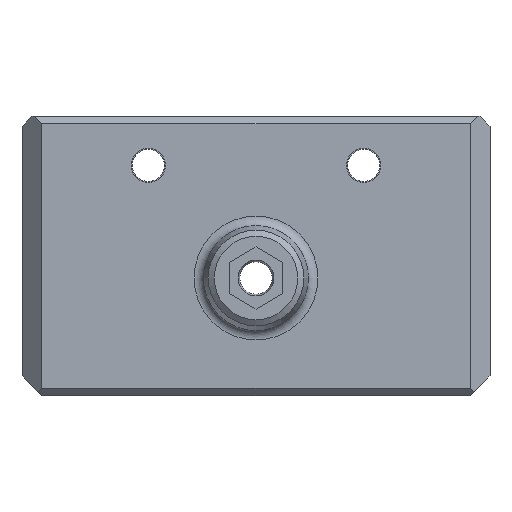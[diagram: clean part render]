
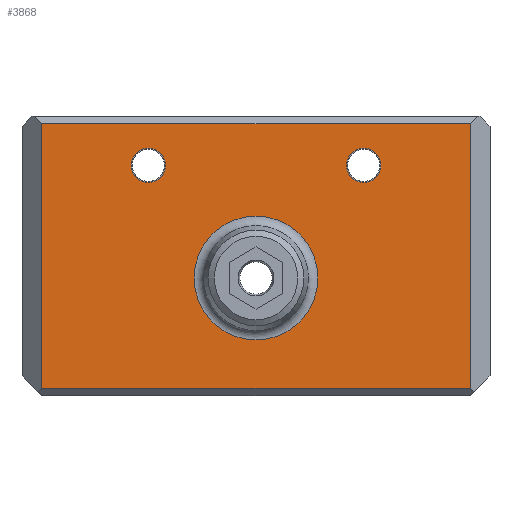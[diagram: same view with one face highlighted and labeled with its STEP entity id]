
A CAD part, front view. The second image highlights one B-rep face of the part: STEP entity #3868.
In plain terms, the highlighted planar face has unit normal (0, -1, 0).
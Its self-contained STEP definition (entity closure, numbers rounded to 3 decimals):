
#158=FACE_BOUND('',#757,.T.);
#159=FACE_BOUND('',#758,.T.);
#160=FACE_BOUND('',#759,.T.);
#523=FACE_OUTER_BOUND('',#756,.T.);
#756=EDGE_LOOP('',(#3527,#3528,#3529,#3530));
#757=EDGE_LOOP('',(#3531));
#758=EDGE_LOOP('',(#3532));
#759=EDGE_LOOP('',(#3533,#3534));
#843=LINE('',#5362,#1199);
#1095=LINE('',#6729,#1451);
#1115=LINE('',#6766,#1471);
#1116=LINE('',#6768,#1472);
#1199=VECTOR('',#4403,10.);
#1451=VECTOR('',#5035,10.);
#1471=VECTOR('',#5071,10.);
#1472=VECTOR('',#5074,10.);
#1578=CIRCLE('',#4150,6.321);
#1579=CIRCLE('',#4151,6.321);
#1580=CIRCLE('',#4153,1.75);
#1581=CIRCLE('',#4155,1.75);
#1674=VERTEX_POINT('',#5359);
#1675=VERTEX_POINT('',#5361);
#1918=VERTEX_POINT('',#6711);
#1919=VERTEX_POINT('',#6713);
#1920=VERTEX_POINT('',#6717);
#1921=VERTEX_POINT('',#6721);
#1923=VERTEX_POINT('',#6726);
#1924=VERTEX_POINT('',#6728);
#2061=EDGE_CURVE('',#1675,#1674,#843,.T.);
#2442=EDGE_CURVE('',#1919,#1918,#1578,.T.);
#2443=EDGE_CURVE('',#1918,#1919,#1579,.T.);
#2445=EDGE_CURVE('',#1920,#1920,#1580,.T.);
#2447=EDGE_CURVE('',#1921,#1921,#1581,.T.);
#2449=EDGE_CURVE('',#1924,#1923,#1095,.T.);
#2469=EDGE_CURVE('',#1923,#1675,#1115,.T.);
#2470=EDGE_CURVE('',#1674,#1924,#1116,.T.);
#3527=ORIENTED_EDGE('',*,*,#2061,.T.);
#3528=ORIENTED_EDGE('',*,*,#2470,.T.);
#3529=ORIENTED_EDGE('',*,*,#2449,.T.);
#3530=ORIENTED_EDGE('',*,*,#2469,.T.);
#3531=ORIENTED_EDGE('',*,*,#2447,.T.);
#3532=ORIENTED_EDGE('',*,*,#2445,.T.);
#3533=ORIENTED_EDGE('',*,*,#2442,.T.);
#3534=ORIENTED_EDGE('',*,*,#2443,.T.);
#3669=PLANE('',#4165);
#3868=ADVANCED_FACE('',(#523,#158,#159,#160),#3669,.F.);
#4150=AXIS2_PLACEMENT_3D('',#6714,#5018,#5019);
#4151=AXIS2_PLACEMENT_3D('',#6715,#5020,#5021);
#4153=AXIS2_PLACEMENT_3D('',#6719,#5025,#5026);
#4155=AXIS2_PLACEMENT_3D('',#6723,#5030,#5031);
#4165=AXIS2_PLACEMENT_3D('',#6767,#5072,#5073);
#4403=DIRECTION('',(1.,0.,0.));
#5018=DIRECTION('center_axis',(0.,1.,0.));
#5019=DIRECTION('ref_axis',(0.,0.,
1.));
#5020=DIRECTION('center_axis',(0.,1.,0.));
#5021=DIRECTION('ref_axis',(0.,0.,
1.));
#5025=DIRECTION('center_axis',(0.,1.,0.));
#5026=DIRECTION('ref_axis',(1.,0.,0.));
#5030=DIRECTION('center_axis',(0.,1.,0.));
#5031=DIRECTION('ref_axis',(1.,0.,0.));
#5035=DIRECTION('',(-1.,0.,0.));
#5071=DIRECTION('',(0.,0.,-1.));
#5072=DIRECTION('center_axis',(0.,1.,0.));
#5073=DIRECTION('ref_axis',(1.,0.,0.));
#5074=DIRECTION('',(0.,0.,1.));
#5359=CARTESIAN_POINT('',(21.9,-10.,-27.75));
#5361=CARTESIAN_POINT('',(-21.9,-10.,-27.75));
#5362=CARTESIAN_POINT('',(-11.5,-10.,-27.75));
#6711=CARTESIAN_POINT('',(0.,-10.,-10.179));
#6713=CARTESIAN_POINT('',(0.,-10.,-22.821));
#6714=CARTESIAN_POINT('Origin',(0.,-10.,-16.5));
#6715=CARTESIAN_POINT('Origin',(0.,-10.,-16.5));
#6717=CARTESIAN_POINT('',(9.25,-10.,-5.));
#6719=CARTESIAN_POINT('Origin',(11.,-10.,-5.));
#6721=CARTESIAN_POINT('',(-12.75,-10.,-5.));
#6723=CARTESIAN_POINT('Origin',(-11.,-10.,-5.));
#6726=CARTESIAN_POINT('',(-21.9,-10.,-0.75));
#6728=CARTESIAN_POINT('',(21.9,-10.,-0.75));
#6729=CARTESIAN_POINT('',(-11.5,-10.,-0.75));
#6766=CARTESIAN_POINT('',(-21.9,-10.,0.));
#6767=CARTESIAN_POINT('Origin',(-23.,-10.,0.));
#6768=CARTESIAN_POINT('',(21.9,-10.,0.));
